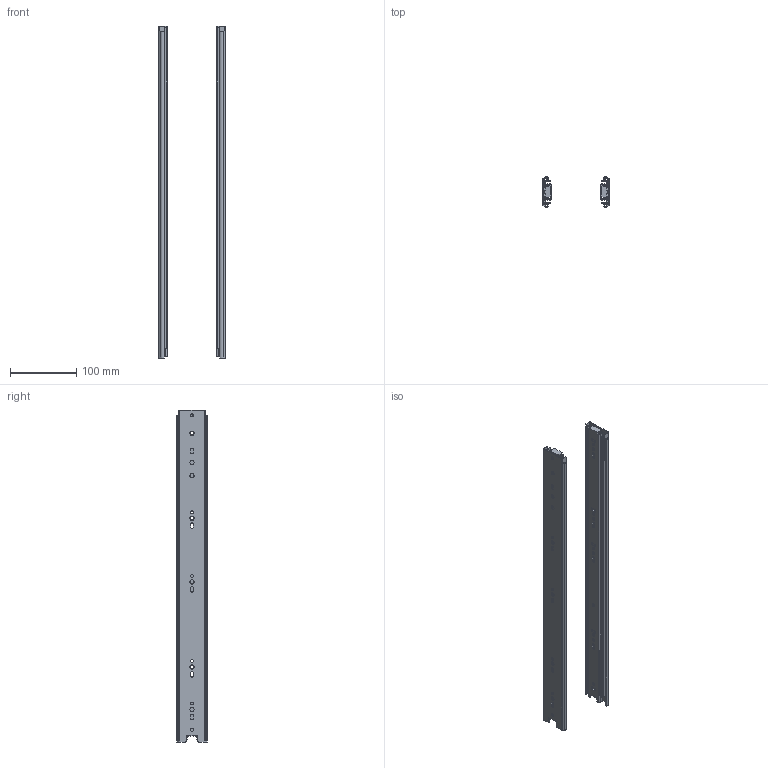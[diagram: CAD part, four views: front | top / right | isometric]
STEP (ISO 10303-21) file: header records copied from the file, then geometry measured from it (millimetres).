
FILE_DESCRIPTION( ( 'STEP AP214' ), '1' );
FILE_NAME( 'K1577.05001000.stp', '2020-12-15T11:30:32', ( 'License CC BY-ND 4.0' ), ( 'CADENAS' ), ' ', 'PARTsolutions', ' ' );
FILE_SCHEMA( ( 'AUTOMOTIVE_DESIGN { 1 0 10303 214 1 1 1 1 }' ) );
Length unit declared in the file: millimetre
Products named in the file (4): K1577.05001000; _k1577_schiene500; _k1577_schiene1500; _k1577_auszug500
Assembly tree (6 placements, depth 2):
  K1577.05001000
    _k1577_schiene500  x2
    _k1577_schiene1500  x2
    _k1577_auszug500  x2
Bounding box: 100 x 45.7 x 500 mm (x, y, z)
Volume: 163600.8 mm3; surface area: 276249 mm2
Topology: 6 solids, 6 shells, 420 faces, 1244 edges, 836 vertices
Faces by surface type: plane 240, cylinder 178, cone 2
Full cylindrical faces by diameter (mm): 3.3 x2, 4.4 x18, 4.6 x4, 6.4 x14
Entity records: 8774 total; most frequent: CARTESIAN_POINT 1211, DIRECTION 1202, ORIENTED_EDGE 1178, EDGE_CURVE 589, LINE 410, VECTOR 410, VERTEX_POINT 405, AXIS2_PLACEMENT_3D 396
